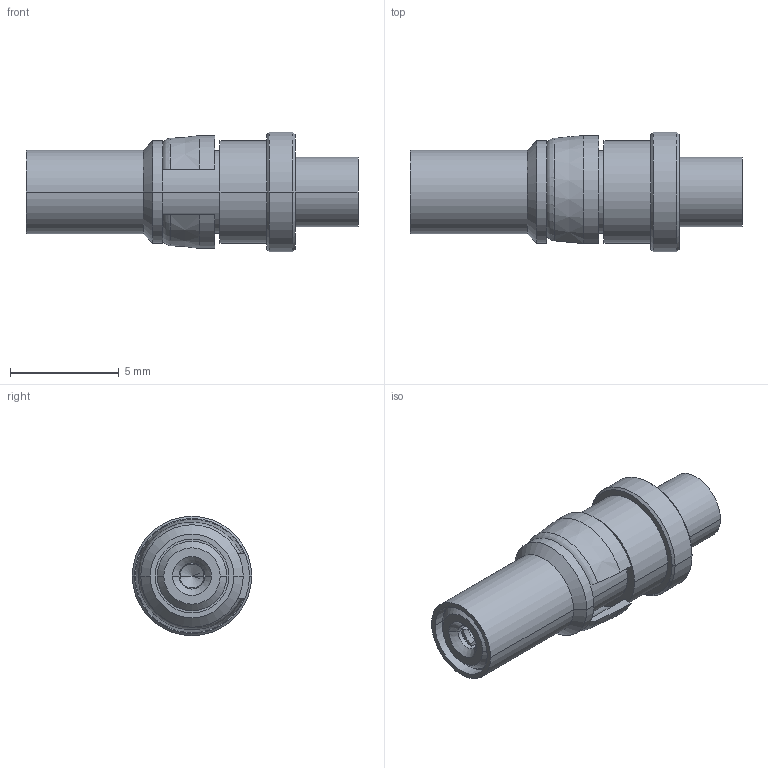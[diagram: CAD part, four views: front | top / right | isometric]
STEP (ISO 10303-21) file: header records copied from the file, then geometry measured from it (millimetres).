
FILE_DESCRIPTION((''),'2;1');
FILE_NAME('212108_SW0001','2018-09-12T',('Viji'),(''),'CREO PARAMETRIC BY PTC INC, 2017020','CREO PARAMETRIC BY PTC INC, 2017020','');
FILE_SCHEMA(('CONFIG_CONTROL_DESIGN'));
Length unit declared in the file: inch
Products named in the file (1): 212108_SW0001
Bounding box: 15.3 x 5.5 x 5.5 mm (x, y, z)
Volume: 192.2 mm3; surface area: 365.4 mm2
Topology: 1 solids, 1 shells, 76 faces, 179 edges, 113 vertices
Faces by surface type: plane 29, cylinder 26, cone 20, torus 1
Entity records: 2256 total; most frequent: CARTESIAN_POINT 424, DIRECTION 400, ORIENTED_EDGE 354, EDGE_CURVE 177, AXIS2_PLACEMENT_3D 161, VERTEX_POINT 113, EDGE_LOOP 86, CIRCLE 85
